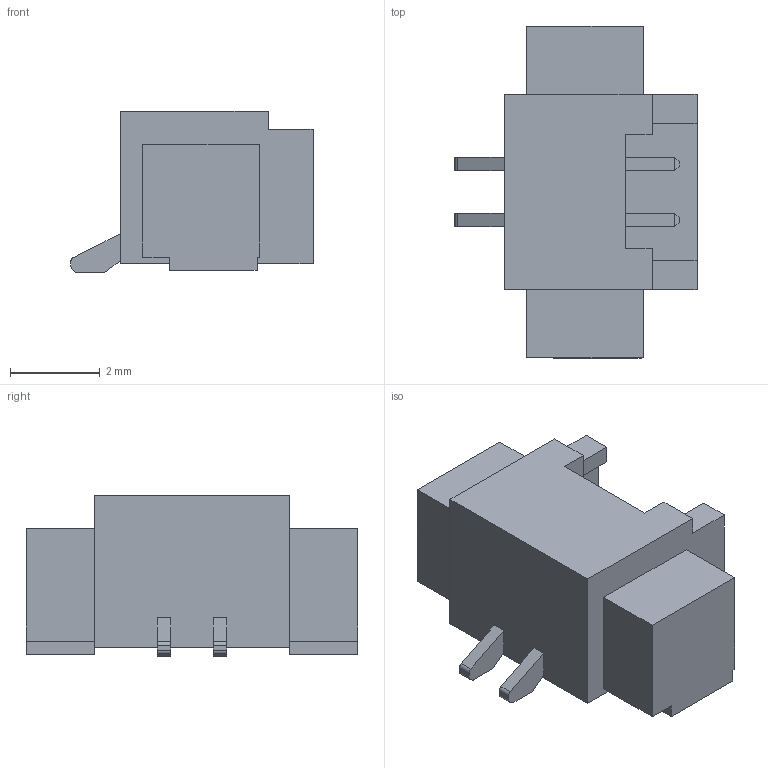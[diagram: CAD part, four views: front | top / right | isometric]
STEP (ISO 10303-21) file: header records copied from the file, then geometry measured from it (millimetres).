
FILE_DESCRIPTION(/* description */ (''),/* implementation_level */ '2;1');
FILE_NAME(/* name */ 'HDGC1251WR-S-2P.step',/* time_stamp */ '2023-04-14T22:32:18+10:00',/* author */ (''),/* organization */ (''),/* preprocessor_version */ 'ST-DEVELOPER v19.2',/* originating_system */ 'Autodesk Translation Framework v12.4.0.73',/* authorisation */ '');
FILE_SCHEMA (('AUTOMOTIVE_DESIGN { 1 0 10303 214 3 1 1 }'));
Length unit declared in the file: millimetre
Products named in the file (1): (Unsaved)
Bounding box: 5.4 x 7.4 x 3.6 mm (x, y, z)
Volume: 48.9 mm3; surface area: 213.5 mm2
Topology: 5 solids, 5 shells, 84 faces, 208 edges, 136 vertices
Faces by surface type: plane 78, cylinder 6
Entity records: 2483 total; most frequent: CARTESIAN_POINT 429, ORIENTED_EDGE 416, DIRECTION 390, EDGE_CURVE 208, LINE 196, VECTOR 196, VERTEX_POINT 136, AXIS2_PLACEMENT_3D 97
